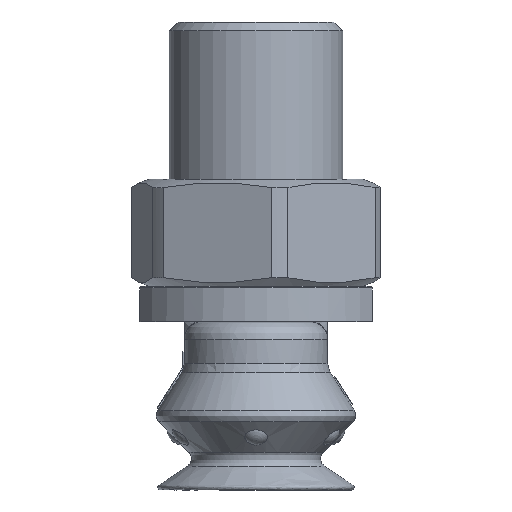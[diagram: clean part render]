
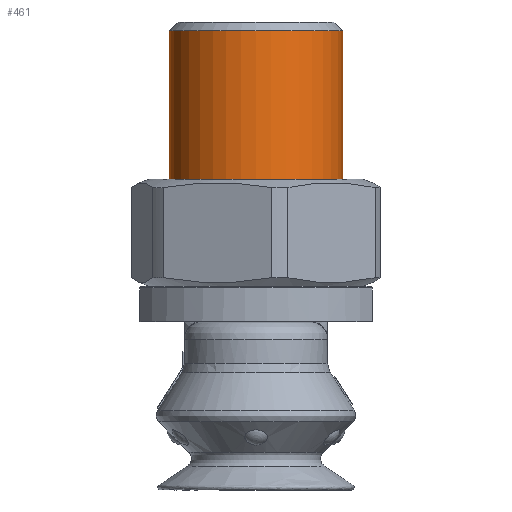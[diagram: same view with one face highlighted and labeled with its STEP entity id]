
A CAD part, front view. The second image highlights one B-rep face of the part: STEP entity #461.
In plain terms, the highlighted cylindrical face has radius 4.864 mm (diameter 9.728 mm), a full revolution.
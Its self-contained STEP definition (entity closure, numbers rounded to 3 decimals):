
#461 = ADVANCED_FACE( '', ( #1185, #1186 ), #1187, .T. );
#1185 = FACE_OUTER_BOUND( '', #3596, .T. );
#1186 = FACE_OUTER_BOUND( '', #3597, .T. );
#1187 = CYLINDRICAL_SURFACE( '', #3598, 4.864 );
#3596 = EDGE_LOOP( '', ( #12656 ) );
#3597 = EDGE_LOOP( '', ( #12657 ) );
#3598 = AXIS2_PLACEMENT_3D( '', #12658, #12659, #12660 );
#12656 = ORIENTED_EDGE( '', *, *, #18142, .T. );
#12657 = ORIENTED_EDGE( '', *, *, #18143, .F. );
#12658 = CARTESIAN_POINT( '', ( 0., 0., 54. ) );
#12659 = DIRECTION( '', ( 0., 0., 1. ) );
#12660 = DIRECTION( '', ( -1., 0., 0. ) );
#18142 = EDGE_CURVE( '', #19420, #19420, #19421, .F. );
#18143 = EDGE_CURVE( '', #19422, #19422, #19423, .T. );
#19420 = VERTEX_POINT( '', #22074 );
#19421 = CIRCLE( '', #22075, 4.864 );
#19422 = VERTEX_POINT( '', #22076 );
#19423 = CIRCLE( '', #22077, 4.864 );
#22074 = CARTESIAN_POINT( '', ( 4.864, 0., 18.3 ) );
#22075 = AXIS2_PLACEMENT_3D( '', #27371, #27372, #27373 );
#22076 = CARTESIAN_POINT( '', ( -4.864, 0., 5.804 ) );
#22077 = AXIS2_PLACEMENT_3D( '', #27374, #27375, #27376 );
#27371 = CARTESIAN_POINT( '', ( 0., 0., 18.3 ) );
#27372 = DIRECTION( '', ( 0., 0., 1. ) );
#27373 = DIRECTION( '', ( 1., 0., 0. ) );
#27374 = CARTESIAN_POINT( '', ( 0., 0., 5.804 ) );
#27375 = DIRECTION( '', ( 0., 0., -1. ) );
#27376 = DIRECTION( '', ( -1., 0., 0. ) );
